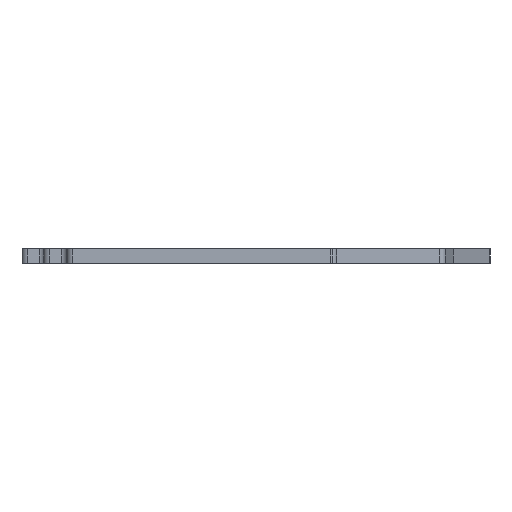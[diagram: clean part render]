
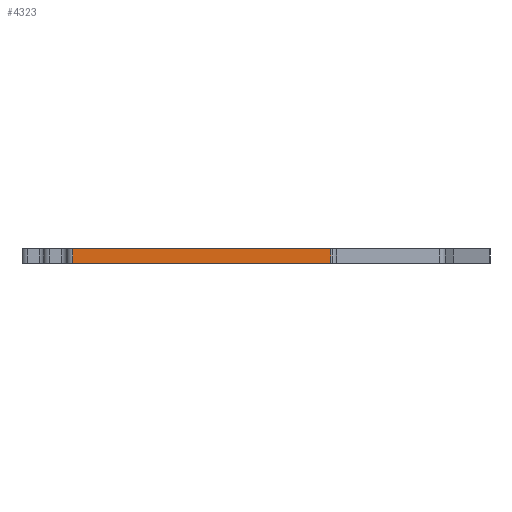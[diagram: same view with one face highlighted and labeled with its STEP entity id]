
A CAD part, left-side view. The second image highlights one B-rep face of the part: STEP entity #4323.
In plain terms, the highlighted planar face has unit normal (-1, 0, 0).
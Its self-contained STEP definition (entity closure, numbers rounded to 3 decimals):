
#576=CARTESIAN_POINT('',(-132.854,-15.45,11.));
#577=VERTEX_POINT('',#576);
#585=CARTESIAN_POINT('',(-132.846,39.2,11.));
#586=VERTEX_POINT('',#585);
#587=CARTESIAN_POINT('',(-132.854,-15.45,11.));
#588=DIRECTION('',(0.,1.,0.));
#589=VECTOR('',#588,54.65);
#590=LINE('',#587,#589);
#591=EDGE_CURVE('',#577,#586,#590,.T.);
#3676=CARTESIAN_POINT('',(-132.846,39.2,14.));
#3677=VERTEX_POINT('',#3676);
#3685=CARTESIAN_POINT('',(-132.854,-15.45,14.));
#3686=VERTEX_POINT('',#3685);
#3687=CARTESIAN_POINT('',(-132.854,-15.45,14.));
#3688=DIRECTION('',(0.,1.,0.));
#3689=VECTOR('',#3688,54.65);
#3690=LINE('',#3687,#3689);
#3691=EDGE_CURVE('',#3686,#3677,#3690,.T.);
#4302=CARTESIAN_POINT('',(-132.85,11.875,14.));
#4303=DIRECTION('',(-1.,0.,0.));
#4304=DIRECTION('',(0.,-1.,0.));
#4305=AXIS2_PLACEMENT_3D('',#4302,#4303,#4304);
#4306=PLANE('',#4305);
#4307=ORIENTED_EDGE('',*,*,#3691,.T.);
#4308=CARTESIAN_POINT('',(-132.846,39.2,14.));
#4309=DIRECTION('',(0.,0.,-1.));
#4310=VECTOR('',#4309,3.);
#4311=LINE('',#4308,#4310);
#4312=EDGE_CURVE('',#3677,#586,#4311,.T.);
#4313=ORIENTED_EDGE('',*,*,#4312,.T.);
#4314=ORIENTED_EDGE('',*,*,#591,.F.);
#4315=CARTESIAN_POINT('',(-132.854,-15.45,11.));
#4316=DIRECTION('',(-0.,-0.,1.));
#4317=VECTOR('',#4316,3.);
#4318=LINE('',#4315,#4317);
#4319=EDGE_CURVE('',#577,#3686,#4318,.T.);
#4320=ORIENTED_EDGE('',*,*,#4319,.T.);
#4321=EDGE_LOOP('',(#4307,#4313,#4314,#4320));
#4322=FACE_BOUND('',#4321,.T.);
#4323=ADVANCED_FACE('',(#4322),#4306,.T.);
